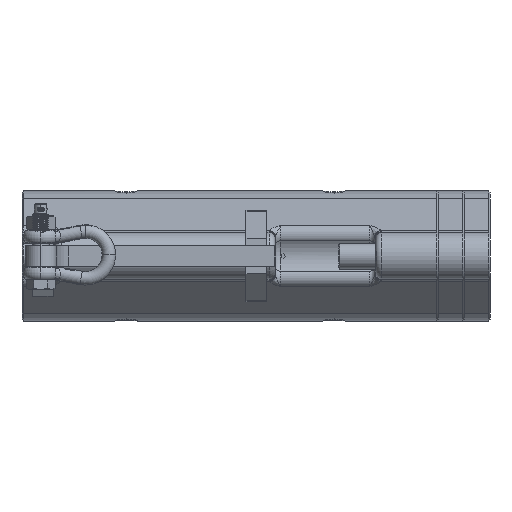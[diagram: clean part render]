
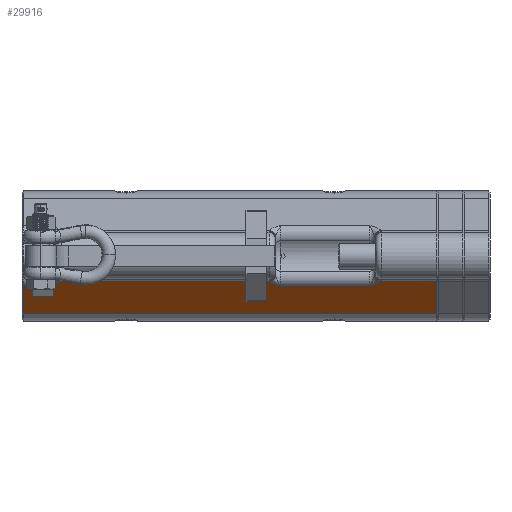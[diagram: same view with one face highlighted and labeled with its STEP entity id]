
A CAD part, left-side view. The second image highlights one B-rep face of the part: STEP entity #29916.
In plain terms, the highlighted planar face has unit normal (-0.46, 0, -0.888).
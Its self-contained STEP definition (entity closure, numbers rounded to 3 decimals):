
#339 = ORIENTED_EDGE ( 'NONE', *, *, #21923, .T. ) ;
#420 = CARTESIAN_POINT ( 'NONE',  ( -81.714, 61.265, -28.082 ) ) ;
#905 = VECTOR ( 'NONE', #75652, 1000. ) ;
#2569 = CARTESIAN_POINT ( 'NONE',  ( -79.309, 399., -29.327 ) ) ;
#2927 = LINE ( 'NONE', #68994, #905 ) ;
#3209 = CARTESIAN_POINT ( 'NONE',  ( -84.738, 159.376, -26.517 ) ) ;
#3493 = CARTESIAN_POINT ( 'NONE',  ( -79.309, 400., -29.327 ) ) ;
#3718 = CARTESIAN_POINT ( 'NONE',  ( -87.541, 363.586, -25.065 ) ) ;
#3973 = CARTESIAN_POINT ( 'NONE',  ( -79.452, 373.233, -29.253 ) ) ;
#5829 = VECTOR ( 'NONE', #76934, 1000. ) ;
#6817 = CARTESIAN_POINT ( 'NONE',  ( -80.474, 63.356, -28.724 ) ) ;
#9297 = CARTESIAN_POINT ( 'NONE',  ( -79.309, 151.5, -29.327 ) ) ;
#9583 = CARTESIAN_POINT ( 'NONE',  ( -86.557, 160.839, -25.575 ) ) ;
#10070 = CARTESIAN_POINT ( 'NONE',  ( -85.18, 365.231, -26.288 ) ) ;
#11007 = VERTEX_POINT ( 'NONE', #43422 ) ;
#11572 = ORIENTED_EDGE ( 'NONE', *, *, #59495, .T. ) ;
#13054 = ORIENTED_EDGE ( 'NONE', *, *, #31213, .F. ) ;
#13240 = CARTESIAN_POINT ( 'NONE',  ( -79.887, 64.425, -29.028 ) ) ;
#13764 = CARTESIAN_POINT ( 'NONE',  ( -28.733, 399., -55.507 ) ) ;
#16054 = CARTESIAN_POINT ( 'NONE',  ( -88.605, 161.825, -24.515 ) ) ;
#16286 = CARTESIAN_POINT ( 'NONE',  ( -88.605, 363.175, -24.515 ) ) ;
#16558 = CARTESIAN_POINT ( 'NONE',  ( -83.904, 366.453, -26.948 ) ) ;
#17834 = LINE ( 'NONE', #42137, #52196 ) ;
#18363 = CARTESIAN_POINT ( 'NONE',  ( -28.733, 1., -55.507 ) ) ;
#18406 = VERTEX_POINT ( 'NONE', #18363 ) ;
#19382 = CARTESIAN_POINT ( 'NONE',  ( -87.541, 55.586, -25.065 ) ) ;
#19676 = CARTESIAN_POINT ( 'NONE',  ( -79.452, 65.233, -29.253 ) ) ;
#20162 = DIRECTION ( 'NONE',  ( 0.888, 0., -0.46 ) ) ;
#20193 = VECTOR ( 'NONE', #68214, 1000. ) ;
#21679 = VERTEX_POINT ( 'NONE', #33620 ) ;
#21923 = EDGE_CURVE ( 'NONE', #22355, #61040, #32597, .T. ) ;
#22355 = VERTEX_POINT ( 'NONE', #79570 ) ;
#22805 = LINE ( 'NONE', #63736, #5829 ) ;
#22931 = CARTESIAN_POINT ( 'NONE',  ( -82.387, 368.267, -27.734 ) ) ;
#23204 = DIRECTION ( 'NONE',  ( 0.46, 0., 0.888 ) ) ;
#25786 = CARTESIAN_POINT ( 'NONE',  ( -85.18, 57.231, -26.288 ) ) ;
#27144 = ORIENTED_EDGE ( 'NONE', *, *, #77292, .T. ) ;
#28451 = VECTOR ( 'NONE', #20162, 1000. ) ;
#28472 = CARTESIAN_POINT ( 'NONE',  ( -79.309, 373.5, -29.327 ) ) ;
#28478 = CARTESIAN_POINT ( 'NONE',  ( -88.605, 400., -24.515 ) ) ;
#28595 = CARTESIAN_POINT ( 'NONE',  ( -80.462, 153.653, -28.73 ) ) ;
#29340 = CARTESIAN_POINT ( 'NONE',  ( -80.775, 370.826, -28.568 ) ) ;
#29365 = CARTESIAN_POINT ( 'NONE',  ( -28.733, 400., -55.507 ) ) ;
#29916 = ADVANCED_FACE ( 'NONE', ( #41061 ), #42392, .F. ) ;
#30213 = EDGE_CURVE ( 'NONE', #21679, #18406, #32899, .T. ) ;
#30712 = VERTEX_POINT ( 'NONE', #35374 ) ;
#31163 = DIRECTION ( 'NONE',  ( 0., -1., 0. ) ) ;
#31213 = EDGE_CURVE ( 'NONE', #22355, #11007, #17834, .T. ) ;
#31537 = EDGE_CURVE ( 'NONE', #18406, #30712, #22805, .T. ) ;
#31540 = AXIS2_PLACEMENT_3D ( 'NONE', #29365, #23204, #68597 ) ;
#32186 = CARTESIAN_POINT ( 'NONE',  ( -83.904, 58.453, -26.948 ) ) ;
#32445 = LINE ( 'NONE', #3493, #82458 ) ;
#32597 = B_SPLINE_CURVE_WITH_KNOTS ( 'NONE', 3,
 ( #16286, #3718, #48711, #10070, #55206, #16558, #61745, #22931, #68300, #29340, #74927, #35835, #81493, #42373, #3973, #49004 ),
 .UNSPECIFIED., .F., .F.,
 ( 4, 2, 2, 2, 2, 2, 2, 4 ),
 ( 0., 0.004, 0.006, 0.007, 0.011, 0.013, 0.014, 0.015 ),
 .UNSPECIFIED. ) ;
#32899 = LINE ( 'NONE', #70192, #71681 ) ;
#33620 = CARTESIAN_POINT ( 'NONE',  ( -28.733, 399., -55.507 ) ) ;
#35031 = CARTESIAN_POINT ( 'NONE',  ( -82.387, 156.733, -27.734 ) ) ;
#35374 = CARTESIAN_POINT ( 'NONE',  ( -88.605, 1., -24.515 ) ) ;
#35835 = CARTESIAN_POINT ( 'NONE',  ( -80.032, 372.157, -28.952 ) ) ;
#38736 = CARTESIAN_POINT ( 'NONE',  ( -82.387, 60.267, -27.734 ) ) ;
#41061 = FACE_OUTER_BOUND ( 'NONE', #45941, .T. ) ;
#41153 = EDGE_CURVE ( 'NONE', #66965, #49019, #32445, .T. ) ;
#41452 = ORIENTED_EDGE ( 'NONE', *, *, #54933, .F. ) ;
#41580 = CARTESIAN_POINT ( 'NONE',  ( -83.904, 158.547, -26.948 ) ) ;
#41884 = DIRECTION ( 'NONE',  ( 0., 1., 0. ) ) ;
#42137 = CARTESIAN_POINT ( 'NONE',  ( -88.605, 400., -24.515 ) ) ;
#42373 = CARTESIAN_POINT ( 'NONE',  ( -79.597, 372.962, -29.178 ) ) ;
#42392 = PLANE ( 'NONE',  #31540 ) ;
#42562 = ORIENTED_EDGE ( 'NONE', *, *, #41153, .T. ) ;
#43422 = CARTESIAN_POINT ( 'NONE',  ( -88.605, 161.825, -24.515 ) ) ;
#43783 = B_SPLINE_CURVE_WITH_KNOTS ( 'NONE', 3,
 ( #51571, #19382, #64655, #25786, #71250, #32186, #77853, #38736, #420, #45332, #6817, #51857, #13240, #58388, #19676, #64930 ),
 .UNSPECIFIED., .F., .F.,
 ( 4, 2, 2, 2, 2, 2, 2, 4 ),
 ( 0., 0.004, 0.006, 0.007, 0.011, 0.013, 0.014, 0.015 ),
 .UNSPECIFIED. ) ;
#45332 = CARTESIAN_POINT ( 'NONE',  ( -80.775, 62.826, -28.568 ) ) ;
#45941 = EDGE_LOOP ( 'NONE', ( #57398, #55248, #41452, #63700, #42562, #27144, #13054, #339, #11572, #51078 ) ) ;
#48221 = CARTESIAN_POINT ( 'NONE',  ( -85.18, 159.769, -26.288 ) ) ;
#48711 = CARTESIAN_POINT ( 'NONE',  ( -86.557, 364.161, -25.575 ) ) ;
#49004 = CARTESIAN_POINT ( 'NONE',  ( -79.309, 373.5, -29.327 ) ) ;
#49019 = VERTEX_POINT ( 'NONE', #82201 ) ;
#51078 = ORIENTED_EDGE ( 'NONE', *, *, #70629, .T. ) ;
#51571 = CARTESIAN_POINT ( 'NONE',  ( -88.605, 55.175, -24.515 ) ) ;
#51857 = CARTESIAN_POINT ( 'NONE',  ( -80.032, 64.157, -28.952 ) ) ;
#52196 = VECTOR ( 'NONE', #55241, 1000. ) ;
#52935 = B_SPLINE_CURVE_WITH_KNOTS ( 'NONE', 3,
 ( #9297, #54418, #28595, #74138, #35031, #80708, #41580, #3209, #48221, #9583, #54687, #16054 ),
 .UNSPECIFIED., .F., .F.,
 ( 4, 2, 2, 2, 2, 4 ),
 ( 0., 0.004, 0.008, 0.009, 0.011, 0.015 ),
 .UNSPECIFIED. ) ;
#54418 = CARTESIAN_POINT ( 'NONE',  ( -79.885, 152.577, -29.029 ) ) ;
#54687 = CARTESIAN_POINT ( 'NONE',  ( -87.541, 161.414, -25.065 ) ) ;
#54933 = EDGE_CURVE ( 'NONE', #71243, #30712, #71933, .T. ) ;
#55206 = CARTESIAN_POINT ( 'NONE',  ( -84.738, 365.624, -26.517 ) ) ;
#55241 = DIRECTION ( 'NONE',  ( 0., -1., 0. ) ) ;
#55248 = ORIENTED_EDGE ( 'NONE', *, *, #31537, .T. ) ;
#57398 = ORIENTED_EDGE ( 'NONE', *, *, #30213, .T. ) ;
#58388 = CARTESIAN_POINT ( 'NONE',  ( -79.597, 64.962, -29.178 ) ) ;
#59495 = EDGE_CURVE ( 'NONE', #61040, #60984, #2927, .T. ) ;
#60984 = VERTEX_POINT ( 'NONE', #2569 ) ;
#61040 = VERTEX_POINT ( 'NONE', #28472 ) ;
#61745 = CARTESIAN_POINT ( 'NONE',  ( -83.51, 366.892, -27.152 ) ) ;
#62961 = LINE ( 'NONE', #13764, #28451 ) ;
#63700 = ORIENTED_EDGE ( 'NONE', *, *, #73776, .T. ) ;
#63736 = CARTESIAN_POINT ( 'NONE',  ( -28.733, 1., -55.507 ) ) ;
#64497 = CARTESIAN_POINT ( 'NONE',  ( -88.605, 55.175, -24.515 ) ) ;
#64655 = CARTESIAN_POINT ( 'NONE',  ( -86.557, 56.161, -25.575 ) ) ;
#64930 = CARTESIAN_POINT ( 'NONE',  ( -79.309, 65.5, -29.327 ) ) ;
#66965 = VERTEX_POINT ( 'NONE', #70356 ) ;
#68214 = DIRECTION ( 'NONE',  ( 0., -1., 0. ) ) ;
#68300 = CARTESIAN_POINT ( 'NONE',  ( -81.714, 369.265, -28.082 ) ) ;
#68597 = DIRECTION ( 'NONE',  ( 0.888, 0., -0.46 ) ) ;
#68994 = CARTESIAN_POINT ( 'NONE',  ( -79.309, 400., -29.327 ) ) ;
#70192 = CARTESIAN_POINT ( 'NONE',  ( -28.733, 400., -55.507 ) ) ;
#70356 = CARTESIAN_POINT ( 'NONE',  ( -79.309, 65.5, -29.327 ) ) ;
#70629 = EDGE_CURVE ( 'NONE', #60984, #21679, #62961, .T. ) ;
#71243 = VERTEX_POINT ( 'NONE', #64497 ) ;
#71250 = CARTESIAN_POINT ( 'NONE',  ( -84.738, 57.624, -26.517 ) ) ;
#71681 = VECTOR ( 'NONE', #31163, 1000. ) ;
#71933 = LINE ( 'NONE', #28478, #20193 ) ;
#73776 = EDGE_CURVE ( 'NONE', #71243, #66965, #43783, .T. ) ;
#74138 = CARTESIAN_POINT ( 'NONE',  ( -81.714, 155.735, -28.082 ) ) ;
#74927 = CARTESIAN_POINT ( 'NONE',  ( -80.474, 371.356, -28.724 ) ) ;
#75652 = DIRECTION ( 'NONE',  ( 0., 1., 0. ) ) ;
#76934 = DIRECTION ( 'NONE',  ( -0.888, 0., 0.46 ) ) ;
#77292 = EDGE_CURVE ( 'NONE', #49019, #11007, #52935, .T. ) ;
#77853 = CARTESIAN_POINT ( 'NONE',  ( -83.51, 58.892, -27.152 ) ) ;
#79570 = CARTESIAN_POINT ( 'NONE',  ( -88.605, 363.175, -24.515 ) ) ;
#80708 = CARTESIAN_POINT ( 'NONE',  ( -83.51, 158.108, -27.152 ) ) ;
#81493 = CARTESIAN_POINT ( 'NONE',  ( -79.887, 372.425, -29.028 ) ) ;
#82201 = CARTESIAN_POINT ( 'NONE',  ( -79.309, 151.5, -29.327 ) ) ;
#82458 = VECTOR ( 'NONE', #41884, 1000. ) ;
